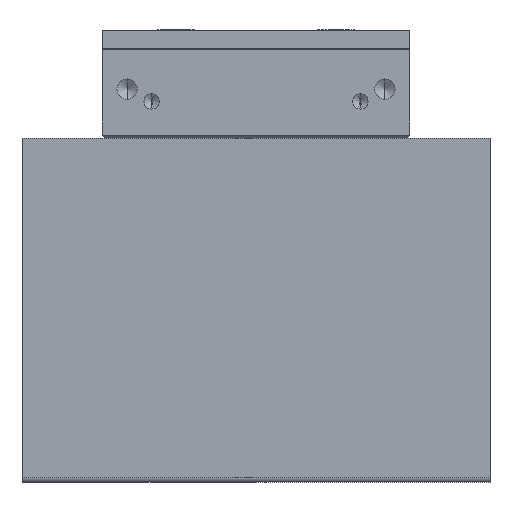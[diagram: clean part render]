
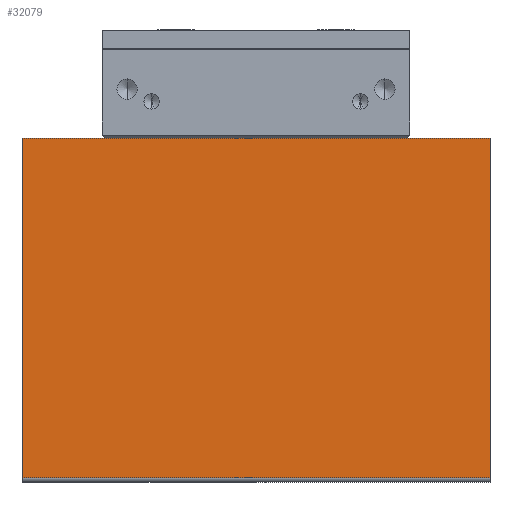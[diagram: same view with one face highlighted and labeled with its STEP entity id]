
A CAD part, left-side view. The second image highlights one B-rep face of the part: STEP entity #32079.
In plain terms, the highlighted planar face has unit normal (-1, 0, 0).
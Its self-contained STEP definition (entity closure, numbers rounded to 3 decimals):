
#3383 = CARTESIAN_POINT ( 'NONE',  ( -28.89, 42.426, 40.1 ) ) ;
#3721 = VECTOR ( 'NONE', #28530, 1000. ) ;
#4027 = VECTOR ( 'NONE', #9897, 1000. ) ;
#5960 = LINE ( 'NONE', #25568, #4027 ) ;
#6527 = EDGE_CURVE ( 'NONE', #29318, #21325, #18457, .T. ) ;
#7093 = ORIENTED_EDGE ( 'NONE', *, *, #9699, .F. ) ;
#8045 = ORIENTED_EDGE ( 'NONE', *, *, #25020, .F. ) ;
#8551 = DIRECTION ( 'NONE',  ( 0., 0., 1. ) ) ;
#9433 = CARTESIAN_POINT ( 'NONE',  ( -28.89, -33.774, 40.1 ) ) ;
#9699 = EDGE_CURVE ( 'NONE', #12240, #35925, #5960, .T. ) ;
#9897 = DIRECTION ( 'NONE',  ( 0., -1., 0. ) ) ;
#12240 = VERTEX_POINT ( 'NONE', #28021 ) ;
#12891 = DIRECTION ( 'NONE',  ( 0., 0., 1. ) ) ;
#14021 = EDGE_CURVE ( 'NONE', #21325, #35925, #32893, .T. ) ;
#14904 = CARTESIAN_POINT ( 'NONE',  ( -28.89, 42.426, 89.4 ) ) ;
#16066 = CARTESIAN_POINT ( 'NONE',  ( -28.89, -33.774, 89.4 ) ) ;
#18457 = LINE ( 'NONE', #3383, #3721 ) ;
#18570 = LINE ( 'NONE', #14904, #24933 ) ;
#18792 = CARTESIAN_POINT ( 'NONE',  ( -28.89, -33.774, 95.4 ) ) ;
#20074 = DIRECTION ( 'NONE',  ( 0., -1., 0. ) ) ;
#21325 = VERTEX_POINT ( 'NONE', #9433 ) ;
#24933 = VECTOR ( 'NONE', #8551, 1000. ) ;
#25020 = EDGE_CURVE ( 'NONE', #29318, #12240, #18570, .T. ) ;
#25320 = FACE_OUTER_BOUND ( 'NONE', #36422, .T. ) ;
#25568 = CARTESIAN_POINT ( 'NONE',  ( -28.89, 42.426, 95.4 ) ) ;
#25621 = ORIENTED_EDGE ( 'NONE', *, *, #6527, .T. ) ;
#25639 = CARTESIAN_POINT ( 'NONE',  ( -28.89, 42.426, 40.1 ) ) ;
#28021 = CARTESIAN_POINT ( 'NONE',  ( -28.89, 42.426, 95.4 ) ) ;
#28530 = DIRECTION ( 'NONE',  ( 0., -1., 0. ) ) ;
#29318 = VERTEX_POINT ( 'NONE', #25639 ) ;
#31905 = VECTOR ( 'NONE', #12891, 1000. ) ;
#32079 = ADVANCED_FACE ( 'NONE', ( #25320 ), #35774, .T. ) ;
#32600 = CARTESIAN_POINT ( 'NONE',  ( -28.89, 42.426, 89.4 ) ) ;
#32893 = LINE ( 'NONE', #16066, #31905 ) ;
#33556 = ORIENTED_EDGE ( 'NONE', *, *, #14021, .T. ) ;
#35122 = AXIS2_PLACEMENT_3D ( 'NONE', #32600, #38931, #20074 ) ;
#35774 = PLANE ( 'NONE',  #35122 ) ;
#35925 = VERTEX_POINT ( 'NONE', #18792 ) ;
#36422 = EDGE_LOOP ( 'NONE', ( #8045, #25621, #33556, #7093 ) ) ;
#38931 = DIRECTION ( 'NONE',  ( -1., 0., 0. ) ) ;
